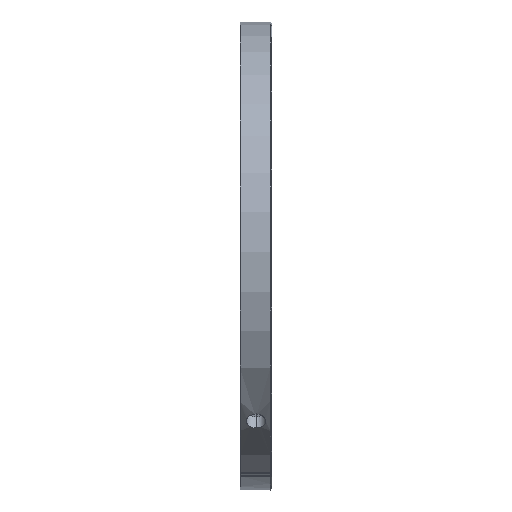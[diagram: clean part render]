
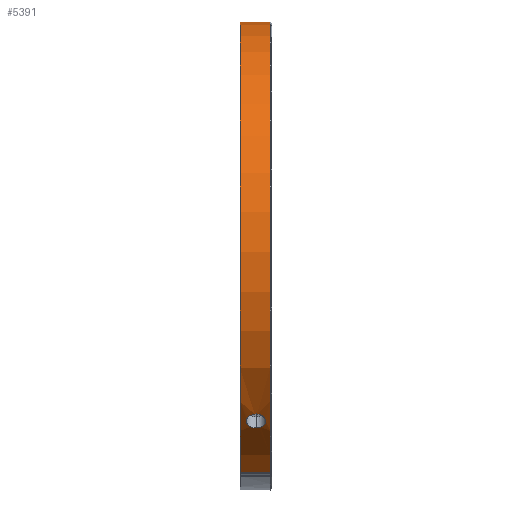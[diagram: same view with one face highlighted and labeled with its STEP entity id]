
A CAD part, top view. The second image highlights one B-rep face of the part: STEP entity #5391.
In plain terms, the highlighted cylindrical face has radius 73.5 mm (diameter 147 mm), a partial arc.
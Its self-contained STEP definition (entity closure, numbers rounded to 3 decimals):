
#58=DIRECTION('',(-1.,0.,0.));
#59=VECTOR('',#58,9.5);
#60=CARTESIAN_POINT('',(-0.5,73.5,
0.));
#61=LINE('',#60,#59);
#899=CARTESIAN_POINT('',(-10.,0.,0.));
#900=DIRECTION('',(1.,0.,0.));
#901=DIRECTION('',(0.,1.,0.));
#902=AXIS2_PLACEMENT_3D('',#899,#900,#901);
#1528=CARTESIAN_POINT('',(-5.,-49.771,54.084));
#1529=CARTESIAN_POINT('',(-5.298,-49.771,
54.084));
#1530=CARTESIAN_POINT('',(-5.867,-49.832,
54.028));
#1531=CARTESIAN_POINT('',(-6.672,-50.101,
53.779));
#1532=CARTESIAN_POINT('',(-7.336,-50.522,
53.385));
#1533=CARTESIAN_POINT('',(-7.812,-51.057,
52.874));
#1534=CARTESIAN_POINT('',(-8.06,-51.662,
52.284));
#1535=CARTESIAN_POINT('',(-8.06,-52.284,
51.662));
#1536=CARTESIAN_POINT('',(-7.812,-52.874,
51.057));
#1537=CARTESIAN_POINT('',(-7.336,-53.385,
50.522));
#1538=CARTESIAN_POINT('',(-6.672,-53.78,
50.101));
#1539=CARTESIAN_POINT('',(-5.867,-54.028,
49.832));
#1540=CARTESIAN_POINT('',(-5.298,-54.084,
49.771));
#1541=CARTESIAN_POINT('',(-5.,-54.084,49.771));
#1543=CARTESIAN_POINT('',(-5.,-54.084,49.771));
#1544=CARTESIAN_POINT('',(-4.702,-54.084,
49.771));
#1545=CARTESIAN_POINT('',(-4.133,-54.028,
49.832));
#1546=CARTESIAN_POINT('',(-3.328,-53.779,
50.101));
#1547=CARTESIAN_POINT('',(-2.664,-53.385,
50.522));
#1548=CARTESIAN_POINT('',(-2.188,-52.874,
51.057));
#1549=CARTESIAN_POINT('',(-1.94,-52.284,
51.662));
#1550=CARTESIAN_POINT('',(-1.94,-51.662,
52.284));
#1551=CARTESIAN_POINT('',(-2.188,-51.057,
52.874));
#1552=CARTESIAN_POINT('',(-2.664,-50.522,
53.385));
#1553=CARTESIAN_POINT('',(-3.328,-50.101,
53.78));
#1554=CARTESIAN_POINT('',(-4.133,-49.832,
54.028));
#1555=CARTESIAN_POINT('',(-4.702,-49.771,
54.084));
#1556=CARTESIAN_POINT('',(-5.,-49.771,54.084));
#1558=DIRECTION('',(1.,0.,0.));
#1559=VECTOR('',#1558,9.5);
#1560=CARTESIAN_POINT('',(-10.,-68.283,27.197));
#1561=LINE('',#1560,#1559);
#1562=CARTESIAN_POINT('',(-0.5,0.,0.));
#1563=DIRECTION('',(-1.,0.,0.));
#1564=DIRECTION('',(0.,-0.929,0.37));
#1565=AXIS2_PLACEMENT_3D('',#1562,#1563,#1564);
#4326=VERTEX_POINT('',#1528);
#4327=VERTEX_POINT('',#1541);
#4334=CARTESIAN_POINT('',(-0.5,73.5,0.));
#4336=VERTEX_POINT('',#4334);
#4342=CARTESIAN_POINT('',(-10.,73.5,0.));
#4343=VERTEX_POINT('',#4342);
#4386=CARTESIAN_POINT('',(-10.,-68.283,27.197));
#4387=CARTESIAN_POINT('',(-0.5,-68.283,27.197));
#4388=VERTEX_POINT('',#4386);
#4389=VERTEX_POINT('',#4387);
#5373=CARTESIAN_POINT('',(-10.5,0.,0.));
#5374=DIRECTION('',(1.,0.,0.));
#5375=DIRECTION('',(0.,-1.,0.));
#5376=AXIS2_PLACEMENT_3D('',#5373,#5374,#5375);
#5377=CYLINDRICAL_SURFACE('',#5376,73.5);
#5379=ORIENTED_EDGE('',*,*,#5378,.F.);
#5380=ORIENTED_EDGE('',*,*,#4497,.F.);
#5381=ORIENTED_EDGE('',*,*,#4457,.F.);
#5383=ORIENTED_EDGE('',*,*,#5382,.F.);
#5384=EDGE_LOOP('',(#5379,#5380,#5381,#5383));
#5385=FACE_OUTER_BOUND('',#5384,.F.);
#5386=ORIENTED_EDGE('',*,*,#5363,.T.);
#5388=ORIENTED_EDGE('',*,*,#5387,.T.);
#5389=EDGE_LOOP('',(#5386,#5388));
#5390=FACE_BOUND('',#5389,.F.);
#5391=ADVANCED_FACE('',(#5385,#5390),#5377,.T.);
#903=CIRCLE('',#902,73.5);
#1542=B_SPLINE_CURVE_WITH_KNOTS('',3,(#1528,#1529,#1530,#1531,#1532,#1533,#1534,
#1535,#1536,#1537,#1538,#1539,#1540,#1541),.UNSPECIFIED.,.F.,.F.,(4,1,1,1,1,1,1,
1,1,1,1,4),(0.,0.091,0.182,0.273,
0.364,0.455,0.545,0.636,
0.727,0.818,0.909,1.),.UNSPECIFIED.);
#1557=B_SPLINE_CURVE_WITH_KNOTS('',3,(#1543,#1544,#1545,#1546,#1547,#1548,#1549,
#1550,#1551,#1552,#1553,#1554,#1555,#1556),.UNSPECIFIED.,.F.,.F.,(4,1,1,1,1,1,1,
1,1,1,1,4),(0.,0.091,0.182,0.273,
0.364,0.455,0.545,0.636,
0.727,0.818,0.909,1.),.UNSPECIFIED.);
#1566=CIRCLE('',#1565,73.5);
#4457=EDGE_CURVE('',#4336,#4343,#61,.T.);
#4497=EDGE_CURVE('',#4343,#4388,#903,.T.);
#5363=EDGE_CURVE('',#4326,#4327,#1542,.T.);
#5378=EDGE_CURVE('',#4388,#4389,#1561,.T.);
#5382=EDGE_CURVE('',#4389,#4336,#1566,.T.);
#5387=EDGE_CURVE('',#4327,#4326,#1557,.T.);
